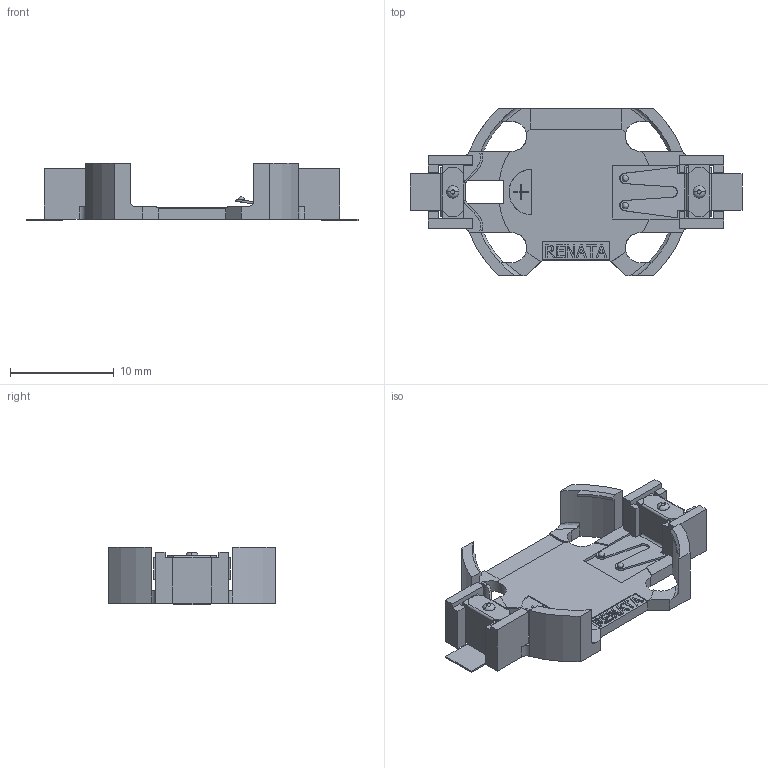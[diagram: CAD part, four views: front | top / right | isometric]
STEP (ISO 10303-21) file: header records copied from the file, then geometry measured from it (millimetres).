
FILE_DESCRIPTION (( 'STEP AP214' ), '1' );
FILE_NAME ('SMTU2032-G.TR.STEP', '2024-10-07T05:40:31', ( '' ), ( '' ), 'SwSTEP 2.0', 'SolidWorks 2016', '' );
FILE_SCHEMA (( 'AUTOMOTIVE_DESIGN' ));
Length unit declared in the file: millimetre
Products named in the file (5): Open CASCADE STEP translator 6.8 2; Open CASCADE STEP translator 6.8 3_2; Open CASCADE STEP translator 6.8 3; SMTU2032-G.TR; Open CASCADE STEP translator 6.8 2_2
Assembly tree (4 placements, depth 2):
  SMTU2032-G.TR
    Open CASCADE STEP translator 6.8 3
    Open CASCADE STEP translator 6.8 3_2
    Open CASCADE STEP translator 6.8 2
    Open CASCADE STEP translator 6.8 2_2
Bounding box: 32 x 16.1 x 5.55 mm (x, y, z)
Volume: 573 mm3; surface area: 1409 mm2
Topology: 4 solids, 4 shells, 338 faces, 922 edges, 596 vertices
Faces by surface type: plane 272, cylinder 39, bspline 19, torus 4, cone 4
Entity records: 11972 total; most frequent: CARTESIAN_POINT 3482, ORIENTED_EDGE 1832, DIRECTION 1464, EDGE_CURVE 916, VECTOR 722, LINE 722, VERTEX_POINT 596, AXIS2_PLACEMENT_3D 371
